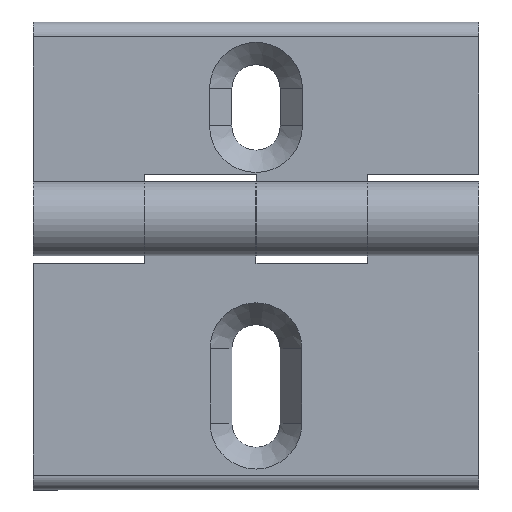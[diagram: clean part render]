
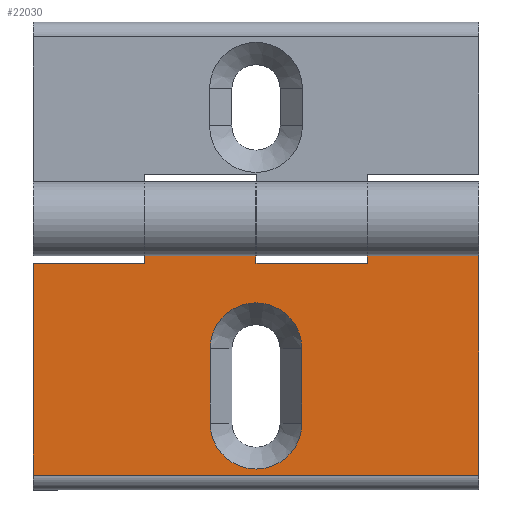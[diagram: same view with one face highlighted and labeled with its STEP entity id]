
A CAD part, top view. The second image highlights one B-rep face of the part: STEP entity #22030.
In plain terms, the highlighted face is planar.
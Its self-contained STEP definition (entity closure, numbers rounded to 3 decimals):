
#17750=CARTESIAN_POINT('',(-22.5,-11.,0.));
#17760=VERTEX_POINT('',#17750);
#17790=CARTESIAN_POINT('',(-22.5,-11.,-0.15));
#17800=DIRECTION('',(0.,0.,1.));
#17810=VECTOR('',#17800,1.);
#17820=LINE('',#17790,#17810);
#17830=CARTESIAN_POINT('',(-22.5,-11.,15.));
#17840=VERTEX_POINT('',#17830);
#17850=EDGE_CURVE('',#17760,#17840,#17820,.T.);
#18020=CARTESIAN_POINT('',(-22.5,-10.,15.));
#18030=DIRECTION('',(0.,-1.,0.));
#18040=VECTOR('',#18030,1.);
#18050=LINE('',#18020,#18040);
#18060=CARTESIAN_POINT('',(-22.5,-12.,15.));
#18070=VERTEX_POINT('',#18060);
#18080=EDGE_CURVE('',#17840,#18070,#18050,.T.);
#18860=CARTESIAN_POINT('',(-22.5,-40.5,-30.));
#18870=VERTEX_POINT('',#18860);
#18900=CARTESIAN_POINT('',(-22.5,-10.,-30.));
#18910=DIRECTION('',(0.,-1.,0.));
#18920=VECTOR('',#18910,1.);
#18930=LINE('',#18900,#18920);
#18940=CARTESIAN_POINT('',(-22.5,-11.,-30.));
#18950=VERTEX_POINT('',#18940);
#18960=EDGE_CURVE('',#18950,#18870,#18930,.T.);
#20410=CARTESIAN_POINT('',(-22.5,-5.,6.191));
#20420=DIRECTION('',(0.,1.,0.));
#20430=VECTOR('',#20420,1.);
#20440=LINE('',#20410,#20430);
#20450=CARTESIAN_POINT('',(-22.5,-33.5,6.191));
#20460=VERTEX_POINT('',#20450);
#20470=CARTESIAN_POINT('',(-22.5,-23.5,6.191));
#20480=VERTEX_POINT('',#20470);
#20490=EDGE_CURVE('',#20460,#20480,#20440,.T.);
#21140=CARTESIAN_POINT('',(-22.5,-20.705,-30.5));
#21150=DIRECTION('',(1.,0.,0.));
#21160=DIRECTION('',(0.,-1.,0.));
#21170=AXIS2_PLACEMENT_3D('',#21140,#21150,#21160);
#21180=PLANE('',#21170);
#21190=CARTESIAN_POINT('',(-22.5,-23.5,0.));
#21200=DIRECTION('',(-1.,0.,0.));
#21210=DIRECTION('',(0.,-1.,0.));
#21220=AXIS2_PLACEMENT_3D('',#21190,#21200,#21210);
#21230=CIRCLE('',#21220,6.191);
#21240=CARTESIAN_POINT('',(-22.5,-23.5,-6.191));
#21250=VERTEX_POINT('',#21240);
#21260=EDGE_CURVE('',#20480,#21250,#21230,.T.);
#21270=ORIENTED_EDGE('',*,*,#21260,.T.);
#21280=ORIENTED_EDGE('',*,*,#20490,.T.);
#21290=CARTESIAN_POINT('',(-22.5,-33.5,0.));
#21300=DIRECTION('',(-1.,0.,0.));
#21310=DIRECTION('',(0.,-1.,0.));
#21320=AXIS2_PLACEMENT_3D('',#21290,#21300,#21310);
#21330=CIRCLE('',#21320,6.191);
#21340=CARTESIAN_POINT('',(-22.5,-33.5,-6.191));
#21350=VERTEX_POINT('',#21340);
#21360=EDGE_CURVE('',#21350,#20460,#21330,.T.);
#21370=ORIENTED_EDGE('',*,*,#21360,.T.);
#21380=CARTESIAN_POINT('',(-22.5,-5.,-6.191));
#21390=DIRECTION('',(0.,-1.,0.));
#21400=VECTOR('',#21390,1.);
#21410=LINE('',#21380,#21400);
#21420=EDGE_CURVE('',#21250,#21350,#21410,.T.);
#21430=ORIENTED_EDGE('',*,*,#21420,.T.);
#21440=EDGE_LOOP('',(#21430,#21370,#21280,#21270));
#21450=FACE_BOUND('',#21440,.T.);
#21460=ORIENTED_EDGE('',*,*,#18080,.T.);
#21470=ORIENTED_EDGE('',*,*,#17850,.T.);
#21480=CARTESIAN_POINT('',(-22.5,-10.,0.));
#21490=DIRECTION('',(0.,-1.,0.));
#21500=VECTOR('',#21490,1.);
#21510=LINE('',#21480,#21500);
#21520=CARTESIAN_POINT('',(-22.5,-12.,0.));
#21530=VERTEX_POINT('',#21520);
#21540=EDGE_CURVE('',#17760,#21530,#21510,.T.);
#21550=ORIENTED_EDGE('',*,*,#21540,.F.);
#21560=CARTESIAN_POINT('',(-22.5,-12.,0.));
#21570=DIRECTION('',(0.,0.,-1.));
#21580=VECTOR('',#21570,1.);
#21590=LINE('',#21560,#21580);
#21600=CARTESIAN_POINT('',(-22.5,-12.,-15.));
#21610=VERTEX_POINT('',#21600);
#21620=EDGE_CURVE('',#21530,#21610,#21590,.T.);
#21630=ORIENTED_EDGE('',*,*,#21620,.F.);
#21640=CARTESIAN_POINT('',(-22.5,-10.,-15.));
#21650=DIRECTION('',(0.,-1.,0.));
#21660=VECTOR('',#21650,1.);
#21670=LINE('',#21640,#21660);
#21680=CARTESIAN_POINT('',(-22.5,-11.,-15.));
#21690=VERTEX_POINT('',#21680);
#21700=EDGE_CURVE('',#21690,#21610,#21670,.T.);
#21710=ORIENTED_EDGE('',*,*,#21700,.T.);
#21720=CARTESIAN_POINT('',(-22.5,-11.,-30.15));
#21730=DIRECTION('',(0.,0.,1.));
#21740=VECTOR('',#21730,1.);
#21750=LINE('',#21720,#21740);
#21760=EDGE_CURVE('',#18950,#21690,#21750,.T.);
#21770=ORIENTED_EDGE('',*,*,#21760,.T.);
#21780=ORIENTED_EDGE('',*,*,#18960,.F.);
#21790=CARTESIAN_POINT('',(-22.5,-40.5,30.));
#21800=DIRECTION('',(0.,0.,-1.));
#21810=VECTOR('',#21800,1.);
#21820=LINE('',#21790,#21810);
#21830=CARTESIAN_POINT('',(-22.5,-40.5,30.));
#21840=VERTEX_POINT('',#21830);
#21850=EDGE_CURVE('',#21840,#18870,#21820,.T.);
#21860=ORIENTED_EDGE('',*,*,#21850,.T.);
#21870=CARTESIAN_POINT('',(-22.5,-10.,30.));
#21880=DIRECTION('',(0.,-1.,0.));
#21890=VECTOR('',#21880,1.);
#21900=LINE('',#21870,#21890);
#21910=CARTESIAN_POINT('',(-22.5,-12.,30.));
#21920=VERTEX_POINT('',#21910);
#21930=EDGE_CURVE('',#21920,#21840,#21900,.T.);
#21940=ORIENTED_EDGE('',*,*,#21930,.T.);
#21950=CARTESIAN_POINT('',(-22.5,-12.,0.));
#21960=DIRECTION('',(0.,0.,-1.));
#21970=VECTOR('',#21960,1.);
#21980=LINE('',#21950,#21970);
#21990=EDGE_CURVE('',#21920,#18070,#21980,.T.);
#22000=ORIENTED_EDGE('',*,*,#21990,.F.);
#22010=EDGE_LOOP('',(#22000,#21940,#21860,#21780,#21770,#21710,#21630,
#21550,#21470,#21460));
#22020=FACE_OUTER_BOUND('',#22010,.T.);
#22030=ADVANCED_FACE('',(#21450,#22020),#21180,.T.);
